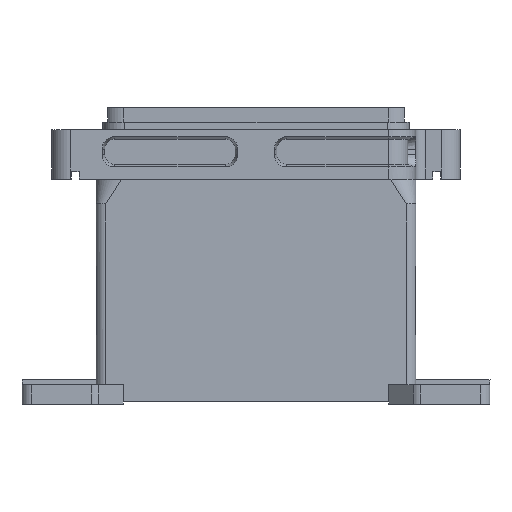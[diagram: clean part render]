
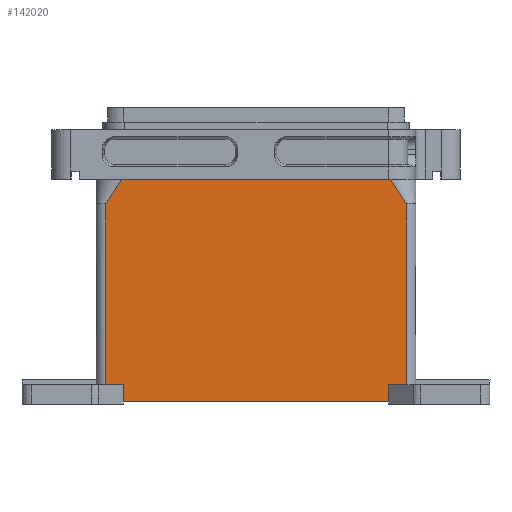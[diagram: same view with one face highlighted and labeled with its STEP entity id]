
A CAD part, left-side view. The second image highlights one B-rep face of the part: STEP entity #142020.
In plain terms, the highlighted face is planar.
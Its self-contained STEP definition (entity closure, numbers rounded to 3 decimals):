
#37630=CARTESIAN_POINT('',(-66.598,5.349,
173.899));
#37640=DIRECTION('',(0.,0.017,-1.));
#37650=VECTOR('',#37640,1.);
#37660=LINE('',#37630,#37650);
#37670=CARTESIAN_POINT('',(-66.598,5.506,
164.926));
#37680=VERTEX_POINT('',#37670);
#37690=CARTESIAN_POINT('',(-66.598,6.361,
115.934));
#37700=VERTEX_POINT('',#37690);
#37710=EDGE_CURVE('',#37680,#37700,#37660,.T.);
#38650=CARTESIAN_POINT('',(-66.598,6.78,
91.938));
#38660=VERTEX_POINT('',#38650);
#38690=CARTESIAN_POINT('',(-66.598,5.698,
153.928));
#38700=DIRECTION('',(0.,0.017,-1.));
#38710=VECTOR('',#38700,1.);
#38720=LINE('',#38690,#38710);
#38730=EDGE_CURVE('',#37700,#38660,#38720,.T.);
#91090=CARTESIAN_POINT('',(47.602,5.384,
171.925));
#91100=VERTEX_POINT('',#91090);
#95700=CARTESIAN_POINT('',(47.602,5.506,
164.926));
#95710=VERTEX_POINT('',#95700);
#95890=CARTESIAN_POINT('',(47.602,8.193,
10.998));
#95900=DIRECTION('',(0.,0.017,
-1.));
#95910=VECTOR('',#95900,1.);
#95920=LINE('',#95890,#95910);
#95930=EDGE_CURVE('',#91100,#95710,#95920,.T.);
#135460=CARTESIAN_POINT('',(48.302,6.953,
82.039));
#135470=VERTEX_POINT('',#135460);
#135500=CARTESIAN_POINT('',(0.,6.953,82.039));
#135510=DIRECTION('',(-1.,0.,0.));
#135520=VECTOR('',#135510,1.);
#135530=LINE('',#135500,#135520);
#135540=CARTESIAN_POINT('',(-60.298,6.953,
82.039));
#135550=VERTEX_POINT('',#135540);
#135560=EDGE_CURVE('',#135470,#135550,#135530,.T.);
#138650=CARTESIAN_POINT('',(-59.598,5.506,
164.926));
#138660=VERTEX_POINT('',#138650);
#139180=CARTESIAN_POINT('',(-33.,5.506,
164.926));
#139190=DIRECTION('',(1.,0.,0.));
#139200=VECTOR('',#139190,1.);
#139210=LINE('',#139180,#139200);
#139220=EDGE_CURVE('',#37680,#138660,#139210,.T.);
#141210=CARTESIAN_POINT('',(-60.298,6.953,
82.039));
#141220=DIRECTION('',(-0.537,-0.015,
0.844));
#141230=VECTOR('',#141220,1.);
#141240=LINE('',#141210,#141230);
#141250=EDGE_CURVE('',#135550,#38660,#141240,.T.);
#141450=CARTESIAN_POINT('',(56.808,5.541,
162.901));
#141460=DIRECTION('',(0.,1.,0.017));
#141470=DIRECTION('',(0.,0.017,-1.));
#141480=AXIS2_PLACEMENT_3D('',#141450,#141460,#141470);
#141490=PLANE('',#141480);
#141500=CARTESIAN_POINT('',(54.602,5.349,
173.899));
#141510=DIRECTION('',(0.,-0.017,1.));
#141520=VECTOR('',#141510,1.);
#141530=LINE('',#141500,#141520);
#141540=CARTESIAN_POINT('',(54.602,6.361,
115.934));
#141550=VERTEX_POINT('',#141540);
#141560=CARTESIAN_POINT('',(54.602,5.506,
164.926));
#141570=VERTEX_POINT('',#141560);
#141580=EDGE_CURVE('',#141550,#141570,#141530,.T.);
#141590=ORIENTED_EDGE('',*,*,#141580,.F.);
#141600=CARTESIAN_POINT('',(0.,5.506,
164.926));
#141610=DIRECTION('',(1.,0.,0.));
#141620=VECTOR('',#141610,1.);
#141630=LINE('',#141600,#141620);
#141640=EDGE_CURVE('',#95710,#141570,#141630,.T.);
#141650=ORIENTED_EDGE('',*,*,#141640,.T.);
#141660=ORIENTED_EDGE('',*,*,#95930,.T.);
#141670=CARTESIAN_POINT('',(0.,5.384,
171.925));
#141680=DIRECTION('',(-1.,0.,0.));
#141690=VECTOR('',#141680,1.);
#141700=LINE('',#141670,#141690);
#141710=CARTESIAN_POINT('',(-59.598,5.384,
171.925));
#141720=VERTEX_POINT('',#141710);
#141730=EDGE_CURVE('',#91100,#141720,#141700,.T.);
#141740=ORIENTED_EDGE('',*,*,#141730,.F.);
#141750=CARTESIAN_POINT('',(-59.598,8.193,
10.998));
#141760=DIRECTION('',(0.,0.017,
-1.));
#141770=VECTOR('',#141760,1.);
#141780=LINE('',#141750,#141770);
#141790=EDGE_CURVE('',#141720,#138660,#141780,.T.);
#141800=ORIENTED_EDGE('',*,*,#141790,.F.);
#141810=ORIENTED_EDGE('',*,*,#139220,.T.);
#141820=ORIENTED_EDGE('',*,*,#37710,.F.);
#141830=ORIENTED_EDGE('',*,*,#38730,.F.);
#141840=ORIENTED_EDGE('',*,*,#141250,.T.);
#141850=ORIENTED_EDGE('',*,*,#135560,.T.);
#141860=CARTESIAN_POINT('',(54.602,6.78,
91.938));
#141870=DIRECTION('',(-0.537,0.015,
-0.844));
#141880=VECTOR('',#141870,1.);
#141890=LINE('',#141860,#141880);
#141900=CARTESIAN_POINT('',(54.602,6.78,
91.938));
#141910=VERTEX_POINT('',#141900);
#141920=EDGE_CURVE('',#141910,#135470,#141890,.T.);
#141930=ORIENTED_EDGE('',*,*,#141920,.T.);
#141940=CARTESIAN_POINT('',(54.602,6.78,
91.938));
#141950=DIRECTION('',(0.,-0.017,1.));
#141960=VECTOR('',#141950,1.);
#141970=LINE('',#141940,#141960);
#141980=EDGE_CURVE('',#141910,#141550,#141970,.T.);
#141990=ORIENTED_EDGE('',*,*,#141980,.F.);
#142000=EDGE_LOOP('',(#141990,#141930,#141850,#141840,#141830,#141820,
#141810,#141800,#141740,#141660,#141650,#141590));
#142010=FACE_OUTER_BOUND('',#142000,.T.);
#142020=ADVANCED_FACE('',(#142010),#141490,.T.);
